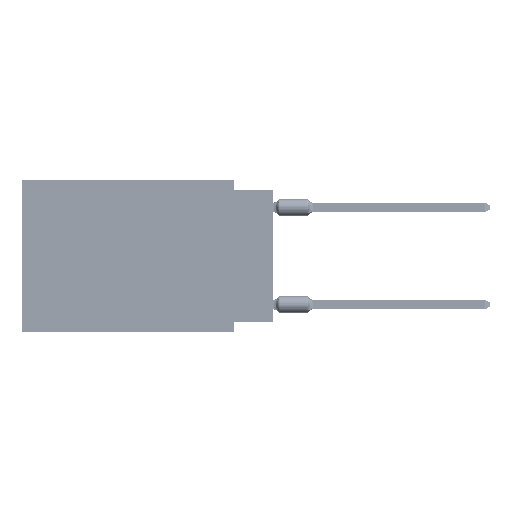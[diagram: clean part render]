
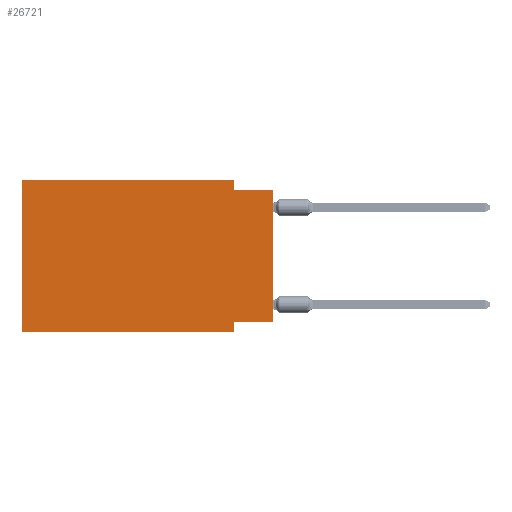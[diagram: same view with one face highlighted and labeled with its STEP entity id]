
A CAD part, left-side view. The second image highlights one B-rep face of the part: STEP entity #26721.
In plain terms, the highlighted planar face has unit normal (-1, 0, 0).
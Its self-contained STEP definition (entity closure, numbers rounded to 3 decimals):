
#2118 = LINE ( 'NONE', #28468, #59291 ) ;
#2669 = ORIENTED_EDGE ( 'NONE', *, *, #17672, .F. ) ;
#4134 = LINE ( 'NONE', #67080, #51741 ) ;
#4178 = DIRECTION ( 'NONE',  ( 0., 0., -1. ) ) ;
#4665 = VECTOR ( 'NONE', #7409, 1000. ) ;
#4687 = CARTESIAN_POINT ( 'NONE',  ( 0., 0., -0.635 ) ) ;
#4903 = ORIENTED_EDGE ( 'NONE', *, *, #65033, .F. ) ;
#5631 = ORIENTED_EDGE ( 'NONE', *, *, #16843, .F. ) ;
#6760 = LINE ( 'NONE', #54616, #55966 ) ;
#6968 = VECTOR ( 'NONE', #32273, 1000. ) ;
#7409 = DIRECTION ( 'NONE',  ( 0., 1., 0. ) ) ;
#8468 = EDGE_CURVE ( 'NONE', #25992, #9186, #17033, .T. ) ;
#9186 = VERTEX_POINT ( 'NONE', #63730 ) ;
#9314 = PLANE ( 'NONE',  #54147 ) ;
#11918 = CARTESIAN_POINT ( 'NONE',  ( 0., 16.383, -9.906 ) ) ;
#13334 = LINE ( 'NONE', #4687, #65199 ) ;
#14641 = VERTEX_POINT ( 'NONE', #41602 ) ;
#15648 = CARTESIAN_POINT ( 'NONE',  ( 0., 16.383, -9.906 ) ) ;
#16843 = EDGE_CURVE ( 'NONE', #9186, #36509, #6760, .T. ) ;
#17033 = LINE ( 'NONE', #49832, #27941 ) ;
#17672 = EDGE_CURVE ( 'NONE', #14641, #25062, #2118, .T. ) ;
#18519 = ORIENTED_EDGE ( 'NONE', *, *, #18711, .F. ) ;
#18711 = EDGE_CURVE ( 'NONE', #36509, #44944, #36393, .T. ) ;
#19629 = CARTESIAN_POINT ( 'NONE',  ( 0., 0., -9.271 ) ) ;
#19721 = DIRECTION ( 'NONE',  ( 0., 0., 1. ) ) ;
#25062 = VERTEX_POINT ( 'NONE', #35703 ) ;
#25744 = CARTESIAN_POINT ( 'NONE',  ( 0., 16.383, 0. ) ) ;
#25992 = VERTEX_POINT ( 'NONE', #15648 ) ;
#26615 = EDGE_LOOP ( 'NONE', ( #49616, #4903, #18519, #5631, #33831, #52740, #2669, #47275 ) ) ;
#26721 = ADVANCED_FACE ( 'NONE', ( #56501 ), #9314, .F. ) ;
#27941 = VECTOR ( 'NONE', #19721, 1000. ) ;
#28468 = CARTESIAN_POINT ( 'NONE',  ( 0., 2.54, -9.906 ) ) ;
#28555 = VERTEX_POINT ( 'NONE', #19629 ) ;
#28978 = DIRECTION ( 'NONE',  ( 0., -1., 0. ) ) ;
#29070 = DIRECTION ( 'NONE',  ( 0., -1., 0. ) ) ;
#31742 = LINE ( 'NONE', #58397, #4665 ) ;
#32273 = DIRECTION ( 'NONE',  ( 0., 0., -1. ) ) ;
#32581 = DIRECTION ( 'NONE',  ( 0., 0., -1. ) ) ;
#33831 = ORIENTED_EDGE ( 'NONE', *, *, #8468, .F. ) ;
#35703 = CARTESIAN_POINT ( 'NONE',  ( 0., 2.54, -9.906 ) ) ;
#36393 = LINE ( 'NONE', #46646, #6968 ) ;
#36509 = VERTEX_POINT ( 'NONE', #49728 ) ;
#41602 = CARTESIAN_POINT ( 'NONE',  ( 0., 2.54, -9.271 ) ) ;
#44679 = VECTOR ( 'NONE', #63908, 1000. ) ;
#44944 = VERTEX_POINT ( 'NONE', #50483 ) ;
#46646 = CARTESIAN_POINT ( 'NONE',  ( 0., 2.54, 0. ) ) ;
#47275 = ORIENTED_EDGE ( 'NONE', *, *, #58825, .F. ) ;
#49616 = ORIENTED_EDGE ( 'NONE', *, *, #59469, .T. ) ;
#49728 = CARTESIAN_POINT ( 'NONE',  ( 0., 2.54, 0. ) ) ;
#49832 = CARTESIAN_POINT ( 'NONE',  ( 0., 16.383, 0. ) ) ;
#50483 = CARTESIAN_POINT ( 'NONE',  ( 0., 2.54, -0.635 ) ) ;
#51374 = DIRECTION ( 'NONE',  ( 1., 0., 0. ) ) ;
#51741 = VECTOR ( 'NONE', #66733, 1000. ) ;
#52431 = VERTEX_POINT ( 'NONE', #54250 ) ;
#52740 = ORIENTED_EDGE ( 'NONE', *, *, #66547, .T. ) ;
#54147 = AXIS2_PLACEMENT_3D ( 'NONE', #25744, #51374, #4178 ) ;
#54250 = CARTESIAN_POINT ( 'NONE',  ( 0., 0., -0.635 ) ) ;
#54616 = CARTESIAN_POINT ( 'NONE',  ( 0., 16.383, 0. ) ) ;
#55966 = VECTOR ( 'NONE', #28978, 1000. ) ;
#56501 = FACE_OUTER_BOUND ( 'NONE', #26615, .T. ) ;
#58397 = CARTESIAN_POINT ( 'NONE',  ( 0., 0., -9.271 ) ) ;
#58825 = EDGE_CURVE ( 'NONE', #28555, #14641, #31742, .T. ) ;
#59291 = VECTOR ( 'NONE', #32581, 1000. ) ;
#59452 = LINE ( 'NONE', #11918, #44679 ) ;
#59469 = EDGE_CURVE ( 'NONE', #28555, #52431, #4134, .T. ) ;
#63730 = CARTESIAN_POINT ( 'NONE',  ( 0., 16.383, 0. ) ) ;
#63908 = DIRECTION ( 'NONE',  ( 0., -1., 0. ) ) ;
#65033 = EDGE_CURVE ( 'NONE', #44944, #52431, #13334, .T. ) ;
#65199 = VECTOR ( 'NONE', #29070, 1000. ) ;
#66547 = EDGE_CURVE ( 'NONE', #25992, #25062, #59452, .T. ) ;
#66733 = DIRECTION ( 'NONE',  ( 0., 0., 1. ) ) ;
#67080 = CARTESIAN_POINT ( 'NONE',  ( 0., 0., 0. ) ) ;
